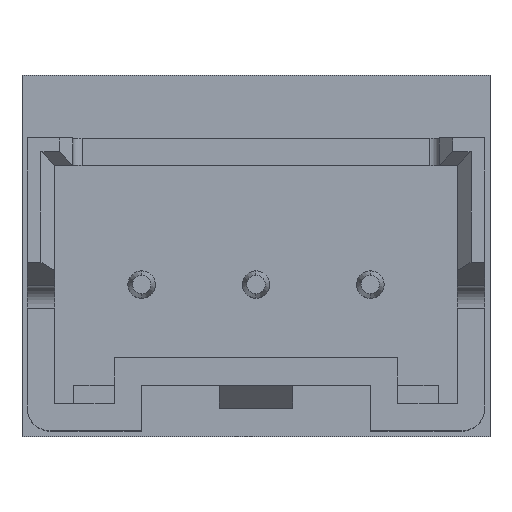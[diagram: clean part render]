
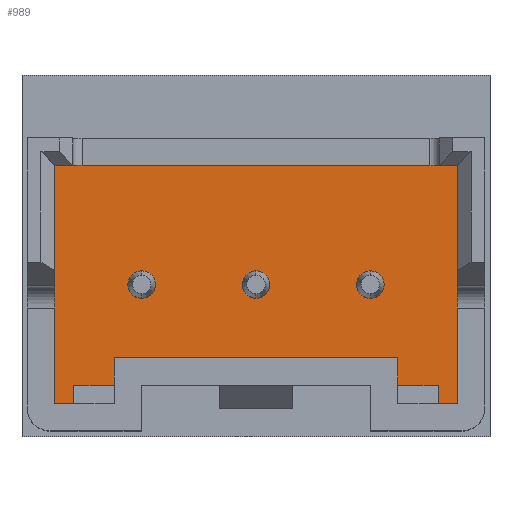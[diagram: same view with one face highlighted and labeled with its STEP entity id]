
A CAD part, top view. The second image highlights one B-rep face of the part: STEP entity #989.
In plain terms, the highlighted planar face has unit normal (0, 0, 1).
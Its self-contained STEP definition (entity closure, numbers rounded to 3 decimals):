
#669 = EDGE_CURVE('',#670,#672,#674,.T.);
#670 = VERTEX_POINT('',#671);
#671 = CARTESIAN_POINT('',(-2.5,-0.3,3.7
    ));
#672 = VERTEX_POINT('',#673);
#673 = CARTESIAN_POINT('',(-2.5,0.3,3.7)
  );
#674 = CIRCLE('',#675,0.3);
#675 = AXIS2_PLACEMENT_3D('',#676,#677,#678);
#676 = CARTESIAN_POINT('',(-2.5,0.,
    3.7));
#677 = DIRECTION('',(-0.,0.,-1.));
#678 = DIRECTION('',(-1.,0.,0.));
#733 = EDGE_CURVE('',#734,#736,#738,.T.);
#734 = VERTEX_POINT('',#735);
#735 = CARTESIAN_POINT('',(0.,-0.3,
    3.7));
#736 = VERTEX_POINT('',#737);
#737 = CARTESIAN_POINT('',(0.,0.3,
    3.7));
#738 = CIRCLE('',#739,0.3);
#739 = AXIS2_PLACEMENT_3D('',#740,#741,#742);
#740 = CARTESIAN_POINT('',(0.,0.,
    3.7));
#741 = DIRECTION('',(-0.,0.,-1.));
#742 = DIRECTION('',(-1.,0.,0.));
#881 = EDGE_CURVE('',#882,#884,#886,.T.);
#882 = VERTEX_POINT('',#883);
#883 = CARTESIAN_POINT('',(2.5,-0.3,3.7)
  );
#884 = VERTEX_POINT('',#885);
#885 = CARTESIAN_POINT('',(2.5,0.3,3.7)
  );
#886 = CIRCLE('',#887,0.3);
#887 = AXIS2_PLACEMENT_3D('',#888,#889,#890);
#888 = CARTESIAN_POINT('',(2.5,0.,
    3.7));
#889 = DIRECTION('',(-0.,0.,-1.));
#890 = DIRECTION('',(-1.,0.,0.));
#989 = ADVANCED_FACE('',(#990,#1000,#1010,#1020),#1118,.T.);
#990 = FACE_BOUND('',#991,.T.);
#991 = EDGE_LOOP('',(#992,#999));
#992 = ORIENTED_EDGE('',*,*,#993,.T.);
#993 = EDGE_CURVE('',#672,#670,#994,.T.);
#994 = CIRCLE('',#995,0.3);
#995 = AXIS2_PLACEMENT_3D('',#996,#997,#998);
#996 = CARTESIAN_POINT('',(-2.5,0.,
    3.7));
#997 = DIRECTION('',(-0.,0.,-1.));
#998 = DIRECTION('',(-1.,0.,0.));
#999 = ORIENTED_EDGE('',*,*,#669,.T.);
#1000 = FACE_BOUND('',#1001,.T.);
#1001 = EDGE_LOOP('',(#1002,#1009));
#1002 = ORIENTED_EDGE('',*,*,#1003,.T.);
#1003 = EDGE_CURVE('',#884,#882,#1004,.T.);
#1004 = CIRCLE('',#1005,0.3);
#1005 = AXIS2_PLACEMENT_3D('',#1006,#1007,#1008);
#1006 = CARTESIAN_POINT('',(2.5,0.,
    3.7));
#1007 = DIRECTION('',(-0.,0.,-1.));
#1008 = DIRECTION('',(-1.,0.,0.));
#1009 = ORIENTED_EDGE('',*,*,#881,.T.);
#1010 = FACE_BOUND('',#1011,.T.);
#1011 = EDGE_LOOP('',(#1012,#1019));
#1012 = ORIENTED_EDGE('',*,*,#1013,.T.);
#1013 = EDGE_CURVE('',#736,#734,#1014,.T.);
#1014 = CIRCLE('',#1015,0.3);
#1015 = AXIS2_PLACEMENT_3D('',#1016,#1017,#1018);
#1016 = CARTESIAN_POINT('',(0.,0.,
    3.7));
#1017 = DIRECTION('',(-0.,0.,-1.));
#1018 = DIRECTION('',(-1.,0.,0.));
#1019 = ORIENTED_EDGE('',*,*,#733,.T.);
#1020 = FACE_BOUND('',#1021,.T.);
#1021 = EDGE_LOOP('',(#1022,#1032,#1040,#1048,#1056,#1064,#1072,#1080,
    #1088,#1096,#1104,#1112));
#1022 = ORIENTED_EDGE('',*,*,#1023,.T.);
#1023 = EDGE_CURVE('',#1024,#1026,#1028,.T.);
#1024 = VERTEX_POINT('',#1025);
#1025 = CARTESIAN_POINT('',(3.1,-2.2,
    3.7));
#1026 = VERTEX_POINT('',#1027);
#1027 = CARTESIAN_POINT('',(3.98,-2.2,
    3.7));
#1028 = LINE('',#1029,#1030);
#1029 = CARTESIAN_POINT('',(0.,-2.2,
    3.7));
#1030 = VECTOR('',#1031,1.);
#1031 = DIRECTION('',(1.,0.,0.));
#1032 = ORIENTED_EDGE('',*,*,#1033,.T.);
#1033 = EDGE_CURVE('',#1026,#1034,#1036,.T.);
#1034 = VERTEX_POINT('',#1035);
#1035 = CARTESIAN_POINT('',(3.98,-2.6,
    3.7));
#1036 = LINE('',#1037,#1038);
#1037 = CARTESIAN_POINT('',(3.98,0.,
    3.7));
#1038 = VECTOR('',#1039,1.);
#1039 = DIRECTION('',(0.,-1.,0.));
#1040 = ORIENTED_EDGE('',*,*,#1041,.F.);
#1041 = EDGE_CURVE('',#1042,#1034,#1044,.T.);
#1042 = VERTEX_POINT('',#1043);
#1043 = CARTESIAN_POINT('',(4.4,-2.6,
    3.7));
#1044 = LINE('',#1045,#1046);
#1045 = CARTESIAN_POINT('',(0.,-2.6,
    3.7));
#1046 = VECTOR('',#1047,1.);
#1047 = DIRECTION('',(-1.,0.,0.));
#1048 = ORIENTED_EDGE('',*,*,#1049,.T.);
#1049 = EDGE_CURVE('',#1042,#1050,#1052,.T.);
#1050 = VERTEX_POINT('',#1051);
#1051 = CARTESIAN_POINT('',(4.4,2.6,3.7
    ));
#1052 = LINE('',#1053,#1054);
#1053 = CARTESIAN_POINT('',(4.4,0.,
    3.7));
#1054 = VECTOR('',#1055,1.);
#1055 = DIRECTION('',(0.,1.,0.));
#1056 = ORIENTED_EDGE('',*,*,#1057,.T.);
#1057 = EDGE_CURVE('',#1050,#1058,#1060,.T.);
#1058 = VERTEX_POINT('',#1059);
#1059 = CARTESIAN_POINT('',(-4.4,2.6,
    3.7));
#1060 = LINE('',#1061,#1062);
#1061 = CARTESIAN_POINT('',(0.,2.6,
    3.7));
#1062 = VECTOR('',#1063,1.);
#1063 = DIRECTION('',(-1.,0.,0.));
#1064 = ORIENTED_EDGE('',*,*,#1065,.T.);
#1065 = EDGE_CURVE('',#1058,#1066,#1068,.T.);
#1066 = VERTEX_POINT('',#1067);
#1067 = CARTESIAN_POINT('',(-4.4,-2.6,
    3.7));
#1068 = LINE('',#1069,#1070);
#1069 = CARTESIAN_POINT('',(-4.4,0.,
    3.7));
#1070 = VECTOR('',#1071,1.);
#1071 = DIRECTION('',(0.,-1.,0.));
#1072 = ORIENTED_EDGE('',*,*,#1073,.F.);
#1073 = EDGE_CURVE('',#1074,#1066,#1076,.T.);
#1074 = VERTEX_POINT('',#1075);
#1075 = CARTESIAN_POINT('',(-3.98,-2.6,
    3.7));
#1076 = LINE('',#1077,#1078);
#1077 = CARTESIAN_POINT('',(0.,-2.6,
    3.7));
#1078 = VECTOR('',#1079,1.);
#1079 = DIRECTION('',(-1.,0.,0.));
#1080 = ORIENTED_EDGE('',*,*,#1081,.F.);
#1081 = EDGE_CURVE('',#1082,#1074,#1084,.T.);
#1082 = VERTEX_POINT('',#1083);
#1083 = CARTESIAN_POINT('',(-3.98,-2.2,
    3.7));
#1084 = LINE('',#1085,#1086);
#1085 = CARTESIAN_POINT('',(-3.98,0.,
    3.7));
#1086 = VECTOR('',#1087,1.);
#1087 = DIRECTION('',(0.,-1.,0.));
#1088 = ORIENTED_EDGE('',*,*,#1089,.T.);
#1089 = EDGE_CURVE('',#1082,#1090,#1092,.T.);
#1090 = VERTEX_POINT('',#1091);
#1091 = CARTESIAN_POINT('',(-3.1,-2.2,
    3.7));
#1092 = LINE('',#1093,#1094);
#1093 = CARTESIAN_POINT('',(0.,-2.2,
    3.7));
#1094 = VECTOR('',#1095,1.);
#1095 = DIRECTION('',(1.,0.,0.));
#1096 = ORIENTED_EDGE('',*,*,#1097,.T.);
#1097 = EDGE_CURVE('',#1090,#1098,#1100,.T.);
#1098 = VERTEX_POINT('',#1099);
#1099 = CARTESIAN_POINT('',(-3.1,-1.6,
    3.7));
#1100 = LINE('',#1101,#1102);
#1101 = CARTESIAN_POINT('',(-3.1,0.,
    3.7));
#1102 = VECTOR('',#1103,1.);
#1103 = DIRECTION('',(0.,1.,0.));
#1104 = ORIENTED_EDGE('',*,*,#1105,.T.);
#1105 = EDGE_CURVE('',#1098,#1106,#1108,.T.);
#1106 = VERTEX_POINT('',#1107);
#1107 = CARTESIAN_POINT('',(3.1,-1.6,
    3.7));
#1108 = LINE('',#1109,#1110);
#1109 = CARTESIAN_POINT('',(0.,-1.6,
    3.7));
#1110 = VECTOR('',#1111,1.);
#1111 = DIRECTION('',(1.,0.,0.));
#1112 = ORIENTED_EDGE('',*,*,#1113,.T.);
#1113 = EDGE_CURVE('',#1106,#1024,#1114,.T.);
#1114 = LINE('',#1115,#1116);
#1115 = CARTESIAN_POINT('',(3.1,0.,
    3.7));
#1116 = VECTOR('',#1117,1.);
#1117 = DIRECTION('',(0.,-1.,0.));
#1118 = PLANE('',#1119);
#1119 = AXIS2_PLACEMENT_3D('',#1120,#1121,#1122);
#1120 = CARTESIAN_POINT('',(0.,0.,3.7));
#1121 = DIRECTION('',(0.,0.,1.));
#1122 = DIRECTION('',(-1.,0.,0.));
